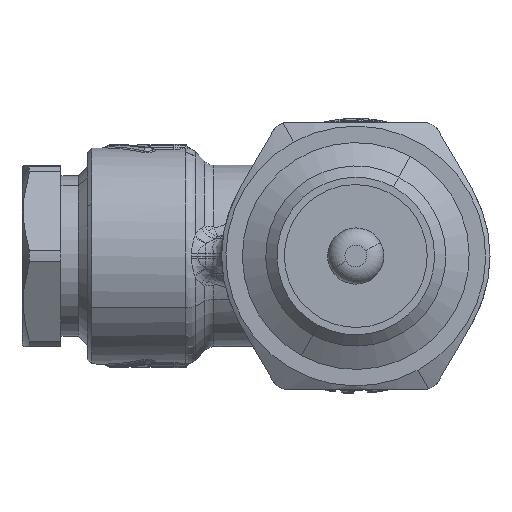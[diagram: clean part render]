
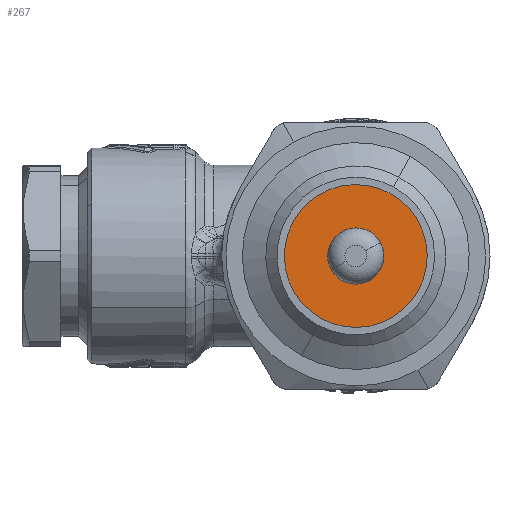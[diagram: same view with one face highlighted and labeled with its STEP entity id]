
A CAD part, left-side view. The second image highlights one B-rep face of the part: STEP entity #267.
In plain terms, the highlighted planar face has unit normal (-1, 0, 0).
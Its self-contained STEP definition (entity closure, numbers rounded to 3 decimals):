
#205=CARTESIAN_POINT('Axis2P3D Location',(-39.2,0.,8.25)) ;
#219=CARTESIAN_POINT('Axis2P3D Location',(-39.2,0.,0.)) ;
#223=CARTESIAN_POINT('Vertex',(-39.2,3.955,-7.24)) ;
#225=CARTESIAN_POINT('Vertex',(-39.2,-3.955,7.24)) ;
#228=CARTESIAN_POINT('Axis2P3D Location',(-39.2,0.,0.)) ;
#249=CARTESIAN_POINT('Axis2P3D Location',(-39.2,0.,0.)) ;
#253=CARTESIAN_POINT('Vertex',(-39.2,2.852,-1.558)) ;
#255=CARTESIAN_POINT('Vertex',(-39.2,-2.852,1.558)) ;
#258=CARTESIAN_POINT('Axis2P3D Location',(-39.2,0.,0.)) ;
#206=DIRECTION('Axis2P3D Direction',(1.,0.,0.)) ;
#207=DIRECTION('Axis2P3D XDirection',(0.,1.,0.)) ;
#220=DIRECTION('Axis2P3D Direction',(1.,0.,0.)) ;
#229=DIRECTION('Axis2P3D Direction',(1.,0.,0.)) ;
#250=DIRECTION('Axis2P3D Direction',(1.,0.,0.)) ;
#259=DIRECTION('Axis2P3D Direction',(1.,0.,0.)) ;
#208=AXIS2_PLACEMENT_3D('Plane Axis2P3D',#205,#206,#207) ;
#221=AXIS2_PLACEMENT_3D('Circle Axis2P3D',#219,#220,$) ;
#230=AXIS2_PLACEMENT_3D('Circle Axis2P3D',#228,#229,$) ;
#251=AXIS2_PLACEMENT_3D('Circle Axis2P3D',#249,#250,$) ;
#260=AXIS2_PLACEMENT_3D('Circle Axis2P3D',#258,#259,$) ;
#222=CIRCLE('generated circle',#221,8.25) ;
#231=CIRCLE('generated circle',#230,8.25) ;
#252=CIRCLE('generated circle',#251,3.25) ;
#261=CIRCLE('generated circle',#260,3.25) ;
#209=PLANE('',#208) ;
#266=FACE_BOUND('',#263,.T.) ;
#227=EDGE_CURVE('',#224,#226,#222,.T.) ;
#232=EDGE_CURVE('',#226,#224,#231,.T.) ;
#257=EDGE_CURVE('',#254,#256,#252,.T.) ;
#262=EDGE_CURVE('',#256,#254,#261,.T.) ;
#246=ORIENTED_EDGE('',*,*,#227,.F.) ;
#247=ORIENTED_EDGE('',*,*,#232,.F.) ;
#264=ORIENTED_EDGE('',*,*,#257,.T.) ;
#265=ORIENTED_EDGE('',*,*,#262,.T.) ;
#245=EDGE_LOOP('',(#246,#247)) ;
#263=EDGE_LOOP('',(#264,#265)) ;
#224=VERTEX_POINT('',#223) ;
#226=VERTEX_POINT('',#225) ;
#254=VERTEX_POINT('',#253) ;
#256=VERTEX_POINT('',#255) ;
#267=ADVANCED_FACE('PartBody',(#248,#266),#209,.F.) ;
#248=FACE_OUTER_BOUND('',#245,.T.) ;
